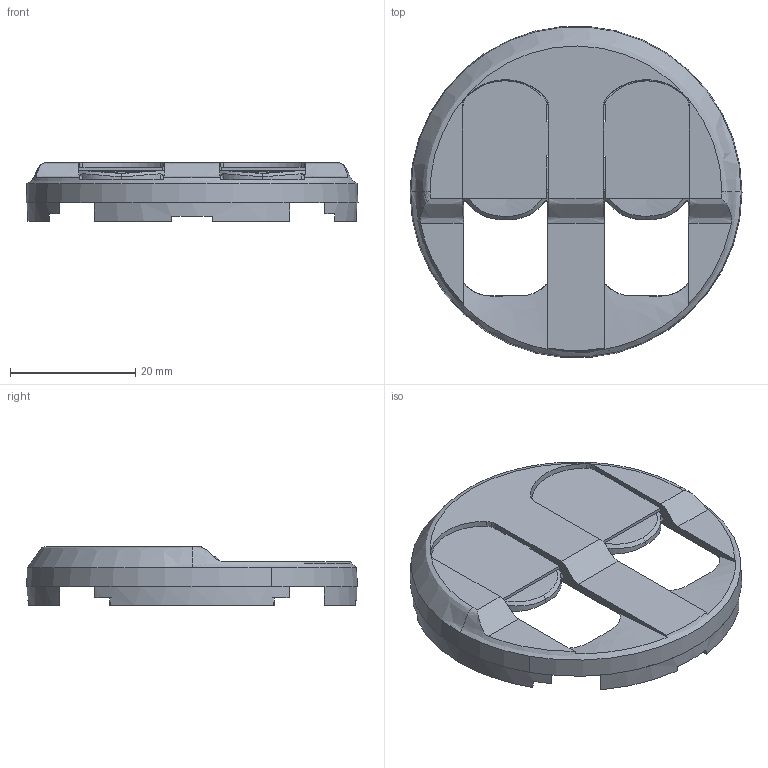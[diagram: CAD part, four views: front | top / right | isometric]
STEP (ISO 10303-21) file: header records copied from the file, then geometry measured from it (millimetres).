
FILE_DESCRIPTION(('CATIA V5 STEP Exchange','CAx-IF Rec.Pracs.--- Model Styling and Organization---1.5--- 2016-08-15','CAx-IF Rec.Pracs.---Supplemental Geometry---1.0---2011-11-01','CAx-IF Rec.Pracs.--- Composite Materials ---1.1---2010-07-15'),'2;1');
FILE_NAME('CB2346 _AllCATPart.stp','2024-02-14T14:58:22+00:00',('none'),('none'),'CATIA Version 5-6 Release 2020 SP3','CATIA V5 STEP AP214 v2','none');
FILE_SCHEMA(('AUTOMOTIVE_DESIGN { 1 0 10303 214 1 1 1 1 }'));
Length unit declared in the file: millimetre
Products named in the file (1): CB2346 _AllCATPart
Bounding box: 53 x 52.83 x 9.4 mm (x, y, z)
Volume: 3748.6 mm3; surface area: 7955.8 mm2
Topology: 5 solids, 5 shells, 682 faces, 1985 edges, 1334 vertices
Faces by surface type: plane 475, cylinder 68, bspline 50, extrusion 38, cone 36, torus 10, revolution 5
Entity records: 26960 total; most frequent: CARTESIAN_POINT 10823, ORIENTED_EDGE 3966, DIRECTION 2272, EDGE_CURVE 1983, VERTEX_POINT 1333, VECTOR 1190, LINE 1152, B_SPLINE_CURVE_WITH_KNOTS 715
